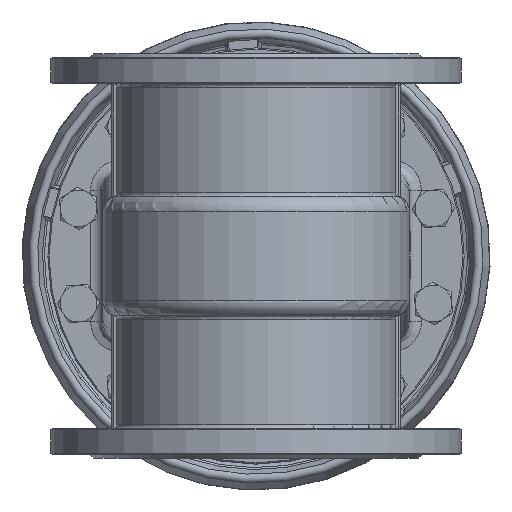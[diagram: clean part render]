
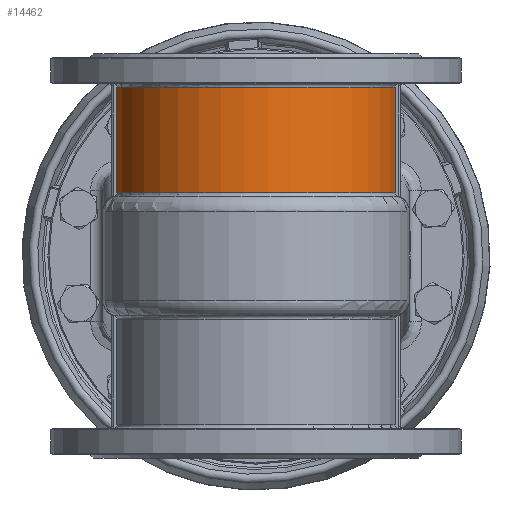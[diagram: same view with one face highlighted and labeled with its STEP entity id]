
A CAD part, front view. The second image highlights one B-rep face of the part: STEP entity #14462.
In plain terms, the highlighted cylindrical face has radius 115 mm (diameter 230 mm), a partial arc.
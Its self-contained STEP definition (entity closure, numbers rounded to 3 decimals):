
#1810=LINE('',#24944,#2577);
#1828=LINE('',#25465,#2595);
#2577=VECTOR('',#18777,10.);
#2595=VECTOR('',#18907,10.);
#3012=CYLINDRICAL_SURFACE('',#15962,115.);
#3563=FACE_OUTER_BOUND('',#4505,.T.);
#4505=EDGE_LOOP('',(#11473,#11474,#11475,#11476));
#5322=CIRCLE('',#15865,115.);
#5335=CIRCLE('',#15884,115.);
#6386=VERTEX_POINT('',#24934);
#6387=VERTEX_POINT('',#24943);
#6418=VERTEX_POINT('',#25229);
#6434=VERTEX_POINT('',#25452);
#8066=EDGE_CURVE('',#6387,#6386,#1810,.T.);
#8119=EDGE_CURVE('',#6386,#6418,#5322,.T.);
#8145=EDGE_CURVE('',#6434,#6387,#5335,.T.);
#8147=EDGE_CURVE('',#6434,#6418,#1828,.T.);
#11473=ORIENTED_EDGE('',*,*,#8119,.T.);
#11474=ORIENTED_EDGE('',*,*,#8147,.F.);
#11475=ORIENTED_EDGE('',*,*,#8145,.T.);
#11476=ORIENTED_EDGE('',*,*,#8066,.T.);
#14462=ADVANCED_FACE('',(#3563),#3012,.T.);
#15865=AXIS2_PLACEMENT_3D('',#25238,#18863,#18864);
#15884=AXIS2_PLACEMENT_3D('',#25453,#18903,#18904);
#15962=AXIS2_PLACEMENT_3D('',#25876,#19084,#19085);
#18777=DIRECTION('',(0.,0.,-1.));
#18863=DIRECTION('center_axis',(0.,0.,1.));
#18864=DIRECTION('ref_axis',(0.,-1.,0.));
#18903=DIRECTION('center_axis',(0.,0.,-1.));
#18904=DIRECTION('ref_axis',(0.,-1.,0.));
#18907=DIRECTION('',(0.,0.,-1.));
#19084=DIRECTION('center_axis',(0.,0.,1.));
#19085=DIRECTION('ref_axis',(1.,0.,0.));
#24934=CARTESIAN_POINT('',(-113.661,-17.5,216.492));
#24943=CARTESIAN_POINT('',(-113.661,-17.5,303.));
#24944=CARTESIAN_POINT('',(-113.661,-17.5,306.));
#25229=CARTESIAN_POINT('',(113.661,-17.5,216.492));
#25238=CARTESIAN_POINT('Origin',(0.,0.,216.492));
#25452=CARTESIAN_POINT('',(113.661,-17.5,303.));
#25453=CARTESIAN_POINT('Origin',(0.,0.,303.));
#25465=CARTESIAN_POINT('',(113.661,-17.5,306.));
#25876=CARTESIAN_POINT('Origin',(0.,0.,306.));
